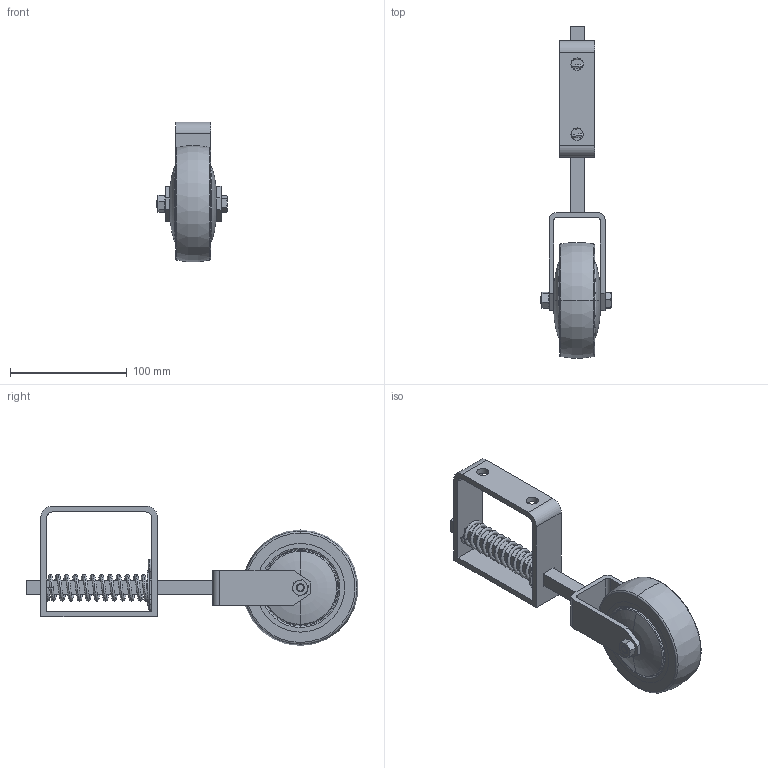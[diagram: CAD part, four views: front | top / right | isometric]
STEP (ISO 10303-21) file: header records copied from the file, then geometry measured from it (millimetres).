
FILE_DESCRIPTION (( 'STEP AP214' ), '1' );
FILE_NAME ('04848-Spring Loaded Gate Castor Zinc Plated 100mm.STEP', '2018-11-13T01:56:01', ( '' ), ( '' ), 'SwSTEP 2.0', 'SolidWorks 2018', '' );
FILE_SCHEMA (( 'AUTOMOTIVE_DESIGN' ));
Length unit declared in the file: millimetre
Products named in the file (9): Spring - Gate Castor; Clip_Spring Gate Castor; M8 x 1.25 x 55mm Bolt; Wheel Mount_4848; Upper Mount_Spring Gate Castor; Wheel_100mm; 04848-Spring Loaded Gate Castor Zinc Plated 100mm; Washer_Spring Gate Castor; M8 Nut
Assembly tree (8 placements, depth 2):
  04848-Spring Loaded Gate Castor Zinc Plated 100mm
    Wheel_100mm
    Wheel Mount_4848
    Upper Mount_Spring Gate Castor
    Spring - Gate Castor
    Washer_Spring Gate Castor
    Clip_Spring Gate Castor
    M8 Nut
    M8 x 1.25 x 55mm Bolt
Bounding box: 60.2 x 284.45 x 119.81 mm (x, y, z)
Volume: 356706 mm3; surface area: 84783.6 mm2
Topology: 8 solids, 8 shells, 440 faces, 1108 edges, 722 vertices
Faces by surface type: plane 235, bspline 114, cylinder 42, cone 27, torus 22
Entity records: 24999 total; most frequent: CARTESIAN_POINT 14623, ORIENTED_EDGE 2216, DIRECTION 1670, EDGE_CURVE 1108, VERTEX_POINT 722, VECTOR 680, LINE 680, EDGE_LOOP 500
